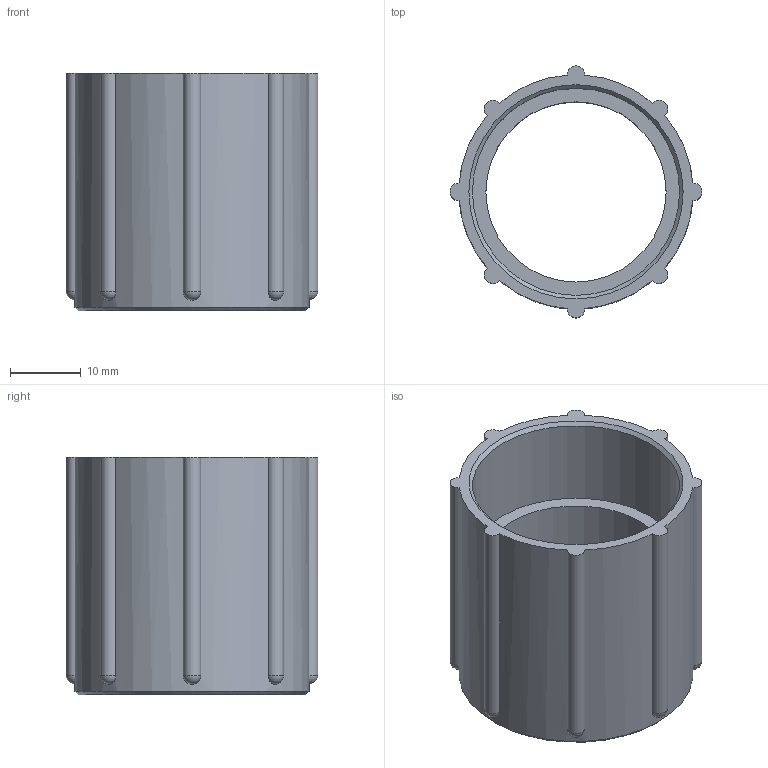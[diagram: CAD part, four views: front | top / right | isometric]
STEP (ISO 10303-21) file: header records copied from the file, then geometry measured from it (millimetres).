
FILE_DESCRIPTION(/* description */ (''),/* implementation_level */ '2;1');
FILE_NAME(/* name */ 'DLSA F.stp',/* time_stamp */ '2014-11-14T12:45:50+01:00',/* author */ ('sh'),/* organization */ (''),/* preprocessor_version */ 'ST-DEVELOPER v15.2',/* originating_system */ 'Autodesk Inventor 2014',/* authorisation */ '');
FILE_SCHEMA (('AUTOMOTIVE_DESIGN { 1 0 10303 214 3 1 1 }'));
Length unit declared in the file: millimetre
Products named in the file (1): DLSA F
Bounding box: 35.49 x 35.49 x 33.5 mm (x, y, z)
Volume: 10034.6 mm3; surface area: 7542.4 mm2
Topology: 1 solids, 1 shells, 29 faces, 84 edges, 52 vertices
Faces by surface type: cylinder 13, sphere 8, plane 5, cone 3
Full cylindrical faces by diameter (mm): 25.4 x2, 27.8 x1, 29.2 x1, 33 x1
Entity records: 1047 total; most frequent: CARTESIAN_POINT 326, DIRECTION 148, ORIENTED_EDGE 136, EDGE_CURVE 68, AXIS2_PLACEMENT_3D 66, VERTEX_POINT 52, EDGE_LOOP 42, CIRCLE 36
